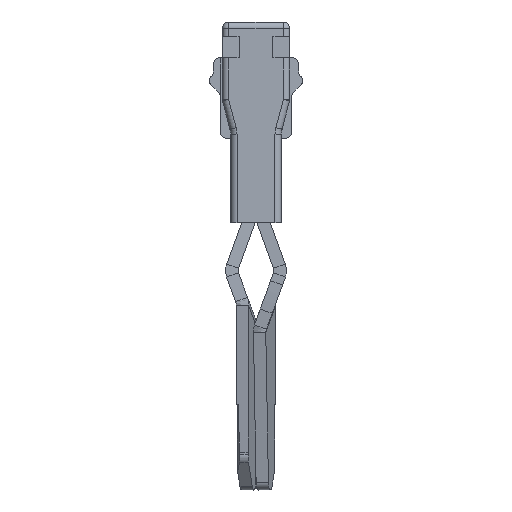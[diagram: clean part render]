
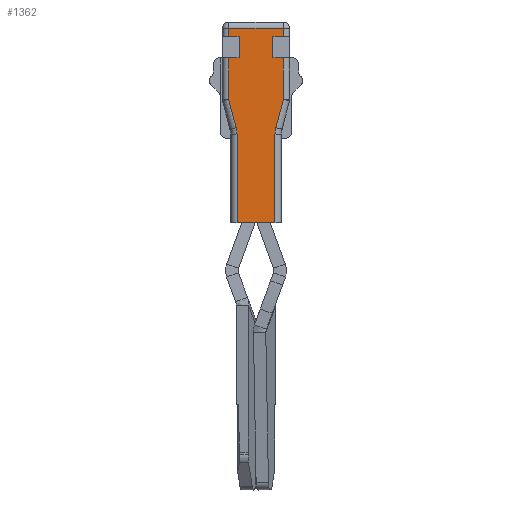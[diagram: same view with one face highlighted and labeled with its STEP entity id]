
A CAD part, left-side view. The second image highlights one B-rep face of the part: STEP entity #1362.
In plain terms, the highlighted planar face has unit normal (-1, 0, 0).
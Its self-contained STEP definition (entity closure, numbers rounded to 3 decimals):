
#888=CIRCLE('',#14939,1.3);
#889=CIRCLE('',#14940,1.3);
#1362=ADVANCED_FACE('',(#2621),#2165,.F.);
#2165=PLANE('',#14941);
#2621=FACE_OUTER_BOUND('',#3401,.T.);
#3401=EDGE_LOOP('',(#4792,#4793,#4794,#4795,#4796,#4797,#4798,#4799,#4800,
#4801,#4802,#4803,#4804,#4805,#4806,#4807,#4808,#4809));
#4792=ORIENTED_EDGE('',*,*,#10065,.F.);
#4793=ORIENTED_EDGE('',*,*,#10063,.F.);
#4794=ORIENTED_EDGE('',*,*,#10074,.F.);
#4795=ORIENTED_EDGE('',*,*,#10191,.T.);
#4796=ORIENTED_EDGE('',*,*,#10192,.T.);
#4797=ORIENTED_EDGE('',*,*,#10193,.T.);
#4798=ORIENTED_EDGE('',*,*,#10194,.T.);
#4799=ORIENTED_EDGE('',*,*,#9956,.F.);
#4800=ORIENTED_EDGE('',*,*,#10195,.T.);
#4801=ORIENTED_EDGE('',*,*,#10196,.T.);
#4802=ORIENTED_EDGE('',*,*,#10197,.T.);
#4803=ORIENTED_EDGE('',*,*,#10198,.T.);
#4804=ORIENTED_EDGE('',*,*,#10049,.T.);
#4805=ORIENTED_EDGE('',*,*,#10046,.T.);
#4806=ORIENTED_EDGE('',*,*,#10059,.T.);
#4807=ORIENTED_EDGE('',*,*,#10199,.T.);
#4808=ORIENTED_EDGE('',*,*,#10200,.T.);
#4809=ORIENTED_EDGE('',*,*,#10201,.T.);
#8621=VERTEX_POINT('',#20352);
#8622=VERTEX_POINT('',#20354);
#8680=VERTEX_POINT('',#20527);
#8681=VERTEX_POINT('',#20529);
#8682=VERTEX_POINT('',#20534);
#8689=VERTEX_POINT('',#20551);
#8690=VERTEX_POINT('',#20555);
#8693=VERTEX_POINT('',#20560);
#8694=VERTEX_POINT('',#20565);
#8700=VERTEX_POINT('',#20580);
#8778=VERTEX_POINT('',#20824);
#8779=VERTEX_POINT('',#20826);
#8780=VERTEX_POINT('',#20828);
#8781=VERTEX_POINT('',#20831);
#8782=VERTEX_POINT('',#20833);
#8783=VERTEX_POINT('',#20835);
#8784=VERTEX_POINT('',#20838);
#8785=VERTEX_POINT('',#20840);
#9956=EDGE_CURVE('',#8621,#8622,#12003,.T.);
#10046=EDGE_CURVE('',#8681,#8680,#12085,.T.);
#10049=EDGE_CURVE('',#8682,#8681,#12088,.T.);
#10059=EDGE_CURVE('',#8680,#8689,#12096,.T.);
#10063=EDGE_CURVE('',#8693,#8690,#12100,.T.);
#10065=EDGE_CURVE('',#8690,#8694,#12102,.T.);
#10074=EDGE_CURVE('',#8700,#8693,#12109,.T.);
#10191=EDGE_CURVE('',#8700,#8778,#12184,.T.);
#10192=EDGE_CURVE('',#8778,#8779,#12185,.T.);
#10193=EDGE_CURVE('',#8779,#8780,#888,.T.);
#10194=EDGE_CURVE('',#8780,#8622,#12186,.T.);
#10195=EDGE_CURVE('',#8621,#8781,#12187,.T.);
#10196=EDGE_CURVE('',#8781,#8782,#889,.T.);
#10197=EDGE_CURVE('',#8782,#8783,#12188,.T.);
#10198=EDGE_CURVE('',#8783,#8682,#12189,.T.);
#10199=EDGE_CURVE('',#8689,#8784,#12190,.T.);
#10200=EDGE_CURVE('',#8784,#8785,#12191,.T.);
#10201=EDGE_CURVE('',#8785,#8694,#12192,.T.);
#12003=LINE('',#20353,#13469);
#12085=LINE('',#20528,#13551);
#12088=LINE('',#20533,#13554);
#12096=LINE('',#20552,#13562);
#12100=LINE('',#20561,#13566);
#12102=LINE('',#20564,#13568);
#12109=LINE('',#20581,#13575);
#12184=LINE('',#20823,#13650);
#12185=LINE('',#20825,#13651);
#12186=LINE('',#20829,#13652);
#12187=LINE('',#20830,#13653);
#12188=LINE('',#20834,#13654);
#12189=LINE('',#20836,#13655);
#12190=LINE('',#20837,#13656);
#12191=LINE('',#20839,#13657);
#12192=LINE('',#20841,#13658);
#13469=VECTOR('',#16306,1.);
#13551=VECTOR('',#16442,1.);
#13554=VECTOR('',#16447,1.);
#13562=VECTOR('',#16461,1.);
#13566=VECTOR('',#16467,1.);
#13568=VECTOR('',#16471,1.);
#13575=VECTOR('',#16484,1.);
#13650=VECTOR('',#16711,1.);
#13651=VECTOR('',#16712,1.);
#13652=VECTOR('',#16715,1.);
#13653=VECTOR('',#16716,1.);
#13654=VECTOR('',#16719,1.);
#13655=VECTOR('',#16720,1.);
#13656=VECTOR('',#16721,1.);
#13657=VECTOR('',#16722,1.);
#13658=VECTOR('',#16723,1.);
#14939=AXIS2_PLACEMENT_3D('',#20827,#16713,#16714);
#14940=AXIS2_PLACEMENT_3D('',#20832,#16717,#16718);
#14941=AXIS2_PLACEMENT_3D('',#20842,#16724,#16725);
#16306=DIRECTION('',(0.,1.,0.));
#16442=DIRECTION('',(0.,0.,1.));
#16447=DIRECTION('',(0.,1.,0.));
#16461=DIRECTION('',(0.,-1.,0.));
#16467=DIRECTION('',(0.,0.,1.));
#16471=DIRECTION('',(0.,1.,0.));
#16484=DIRECTION('',(0.,-1.,0.));
#16711=DIRECTION('',(0.,0.,-1.));
#16712=DIRECTION('',(0.,-0.259,-0.966));
#16713=DIRECTION('',(1.,0.,0.));
#16714=DIRECTION('',(0.,0.,-1.));
#16715=DIRECTION('',(0.,0.,-1.));
#16716=DIRECTION('',(0.,0.,1.));
#16717=DIRECTION('',(1.,0.,0.));
#16718=DIRECTION('',(0.,0.,-1.));
#16719=DIRECTION('',(0.,-0.259,0.966));
#16720=DIRECTION('',(0.,0.,1.));
#16721=DIRECTION('',(0.,0.,1.));
#16722=DIRECTION('',(0.,1.,0.));
#16723=DIRECTION('',(0.,0.,-1.));
#16724=DIRECTION('',(1.,0.,0.));
#16725=DIRECTION('',(0.,0.,-1.));
#20352=CARTESIAN_POINT('',(-15.,-0.898,-4.3));
#20353=CARTESIAN_POINT('',(-15.,-1.198,-4.3));
#20354=CARTESIAN_POINT('',(-15.,0.898,-4.3));
#20527=CARTESIAN_POINT('',(-15.,-0.8,4.5));
#20528=CARTESIAN_POINT('',(-15.,-0.8,-4.));
#20529=CARTESIAN_POINT('',(-15.,-0.8,3.5));
#20533=CARTESIAN_POINT('',(-15.,-1.198,3.5));
#20534=CARTESIAN_POINT('',(-15.,-1.3,3.5));
#20551=CARTESIAN_POINT('',(-15.,-1.3,4.5));
#20552=CARTESIAN_POINT('',(-15.,-1.198,4.5));
#20555=CARTESIAN_POINT('',(-15.,0.8,4.5));
#20560=CARTESIAN_POINT('',(-15.,0.8,3.5));
#20561=CARTESIAN_POINT('',(-15.,0.8,-4.));
#20564=CARTESIAN_POINT('',(-15.,-1.198,4.5));
#20565=CARTESIAN_POINT('',(-15.,1.3,4.5));
#20580=CARTESIAN_POINT('',(-15.,1.3,3.5));
#20581=CARTESIAN_POINT('',(-15.,-1.198,3.5));
#20823=CARTESIAN_POINT('',(-15.,1.3,1.539));
#20824=CARTESIAN_POINT('',(-15.,1.3,1.539));
#20825=CARTESIAN_POINT('',(-15.,0.942,0.205));
#20826=CARTESIAN_POINT('',(-15.,0.942,0.205));
#20827=CARTESIAN_POINT('',(-15.,2.198,-0.132));
#20828=CARTESIAN_POINT('',(-15.,0.898,-0.132));
#20829=CARTESIAN_POINT('',(-15.,0.898,-4.));
#20830=CARTESIAN_POINT('',(-15.,-0.898,-0.132));
#20831=CARTESIAN_POINT('',(-15.,-0.898,-0.132));
#20832=CARTESIAN_POINT('',(-15.,-2.198,-0.132));
#20833=CARTESIAN_POINT('',(-15.,-0.942,0.205));
#20834=CARTESIAN_POINT('',(-15.,-1.3,1.539));
#20835=CARTESIAN_POINT('',(-15.,-1.3,1.539));
#20836=CARTESIAN_POINT('',(-15.,-1.3,4.9));
#20837=CARTESIAN_POINT('',(-15.,-1.3,4.9));
#20838=CARTESIAN_POINT('',(-15.,-1.3,4.9));
#20839=CARTESIAN_POINT('',(-15.,-1.198,4.9));
#20840=CARTESIAN_POINT('',(-15.,1.3,4.9));
#20841=CARTESIAN_POINT('',(-15.,1.3,1.539));
#20842=CARTESIAN_POINT('',(-15.,-1.198,-4.));
